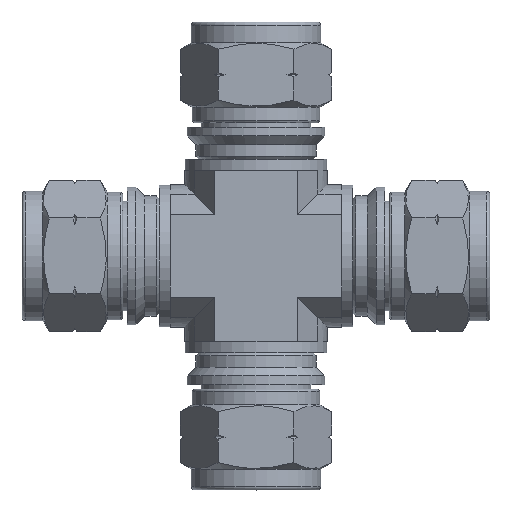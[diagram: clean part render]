
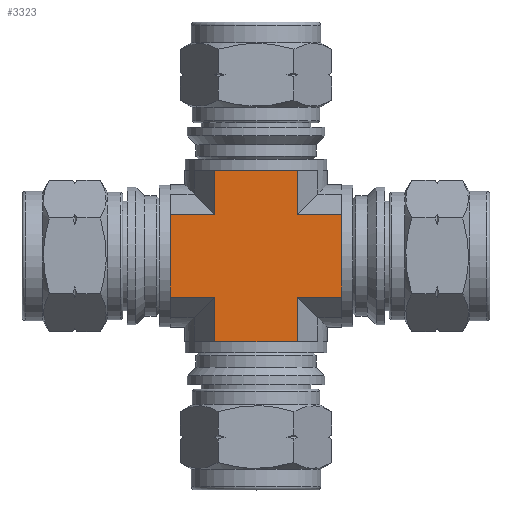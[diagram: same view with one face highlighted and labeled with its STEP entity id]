
A CAD part, top view. The second image highlights one B-rep face of the part: STEP entity #3323.
In plain terms, the highlighted planar face has unit normal (0, 0, 1).
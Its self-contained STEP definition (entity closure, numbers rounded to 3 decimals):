
#533=FACE_OUTER_BOUND('',#769,.T.);
#769=EDGE_LOOP('',(#2977,#2978,#2979,#2980,#2981,#2982,#2983,#2984,#2985,
#2986,#2987,#2988));
#908=LINE('',#5794,#1092);
#919=LINE('',#5816,#1103);
#921=LINE('',#5822,#1105);
#929=LINE('',#5840,#1113);
#936=LINE('',#5858,#1120);
#937=LINE('',#5860,#1121);
#941=LINE('',#5867,#1125);
#942=LINE('',#5870,#1126);
#948=LINE('',#5884,#1132);
#949=LINE('',#5885,#1133);
#950=LINE('',#5887,#1134);
#951=LINE('',#5888,#1135);
#1092=VECTOR('',#4510,10.);
#1103=VECTOR('',#4527,10.);
#1105=VECTOR('',#4531,10.);
#1113=VECTOR('',#4549,10.);
#1120=VECTOR('',#4566,10.);
#1121=VECTOR('',#4569,10.);
#1125=VECTOR('',#4575,10.);
#1126=VECTOR('',#4578,10.);
#1132=VECTOR('',#4592,10.);
#1133=VECTOR('',#4593,10.);
#1134=VECTOR('',#4594,10.);
#1135=VECTOR('',#4595,10.);
#1559=VERTEX_POINT('',#5791);
#1560=VERTEX_POINT('',#5793);
#1566=VERTEX_POINT('',#5810);
#1568=VERTEX_POINT('',#5814);
#1569=VERTEX_POINT('',#5818);
#1571=VERTEX_POINT('',#5821);
#1581=VERTEX_POINT('',#5854);
#1582=VERTEX_POINT('',#5856);
#1584=VERTEX_POINT('',#5865);
#1585=VERTEX_POINT('',#5869);
#1589=VERTEX_POINT('',#5883);
#1590=VERTEX_POINT('',#5886);
#2016=EDGE_CURVE('',#1559,#1560,#908,.T.);
#2027=EDGE_CURVE('',#1568,#1566,#919,.T.);
#2029=EDGE_CURVE('',#1569,#1571,#921,.T.);
#2039=EDGE_CURVE('',#1560,#1568,#929,.T.);
#2048=EDGE_CURVE('',#1582,#1581,#936,.T.);
#2049=EDGE_CURVE('',#1571,#1582,#937,.T.);
#2053=EDGE_CURVE('',#1584,#1569,#941,.T.);
#2054=EDGE_CURVE('',#1581,#1585,#942,.T.);
#2061=EDGE_CURVE('',#1589,#1559,#948,.T.);
#2062=EDGE_CURVE('',#1585,#1589,#949,.T.);
#2063=EDGE_CURVE('',#1590,#1584,#950,.T.);
#2064=EDGE_CURVE('',#1566,#1590,#951,.T.);
#2977=ORIENTED_EDGE('',*,*,#2061,.F.);
#2978=ORIENTED_EDGE('',*,*,#2062,.F.);
#2979=ORIENTED_EDGE('',*,*,#2054,.F.);
#2980=ORIENTED_EDGE('',*,*,#2048,.F.);
#2981=ORIENTED_EDGE('',*,*,#2049,.F.);
#2982=ORIENTED_EDGE('',*,*,#2029,.F.);
#2983=ORIENTED_EDGE('',*,*,#2053,.F.);
#2984=ORIENTED_EDGE('',*,*,#2063,.F.);
#2985=ORIENTED_EDGE('',*,*,#2064,.F.);
#2986=ORIENTED_EDGE('',*,*,#2027,.F.);
#2987=ORIENTED_EDGE('',*,*,#2039,.F.);
#2988=ORIENTED_EDGE('',*,*,#2016,.F.);
#3116=PLANE('',#3706);
#3323=ADVANCED_FACE('',(#533),#3116,.T.);
#3706=AXIS2_PLACEMENT_3D('',#5882,#4590,#4591);
#4510=DIRECTION('',(0.,1.,0.));
#4527=DIRECTION('',(0.,-1.,0.));
#4531=DIRECTION('',(0.,-1.,0.));
#4549=DIRECTION('',(1.,0.,0.));
#4566=DIRECTION('',(0.,1.,0.));
#4569=DIRECTION('',(-1.,0.,0.));
#4575=DIRECTION('',(-1.,0.,0.));
#4578=DIRECTION('',(-1.,0.,0.));
#4590=DIRECTION('center_axis',(0.,0.,1.));
#4591=DIRECTION('ref_axis',(0.,1.,0.));
#4592=DIRECTION('',(1.,0.,0.));
#4593=DIRECTION('',(0.,1.,0.));
#4594=DIRECTION('',(0.,-1.,0.));
#4595=DIRECTION('',(1.,0.,0.));
#5791=CARTESIAN_POINT('',(-5.958,5.958,10.32));
#5793=CARTESIAN_POINT('',(-5.958,12.4,10.32));
#5794=CARTESIAN_POINT('',(-5.958,0.,10.32));
#5810=CARTESIAN_POINT('',(5.958,5.958,10.32));
#5814=CARTESIAN_POINT('',(5.958,12.4,10.32));
#5816=CARTESIAN_POINT('',(5.958,0.,10.32));
#5818=CARTESIAN_POINT('',(5.958,-5.958,10.32));
#5821=CARTESIAN_POINT('',(5.958,-12.4,10.32));
#5822=CARTESIAN_POINT('',(5.958,0.,10.32));
#5840=CARTESIAN_POINT('',(-5.958,12.4,10.32));
#5854=CARTESIAN_POINT('',(-5.958,-5.958,10.32));
#5856=CARTESIAN_POINT('',(-5.958,-12.4,10.32));
#5858=CARTESIAN_POINT('',(-5.958,0.,10.32));
#5860=CARTESIAN_POINT('',(-5.958,-12.4,10.32));
#5865=CARTESIAN_POINT('',(12.4,-5.958,10.32));
#5867=CARTESIAN_POINT('',(0.,-5.958,10.32));
#5869=CARTESIAN_POINT('',(-12.4,-5.958,10.32));
#5870=CARTESIAN_POINT('',(0.,-5.958,10.32));
#5882=CARTESIAN_POINT('Origin',(0.,-5.958,
10.32));
#5883=CARTESIAN_POINT('',(-12.4,5.958,10.32));
#5884=CARTESIAN_POINT('',(0.,5.958,10.32));
#5885=CARTESIAN_POINT('',(-12.4,5.958,10.32));
#5886=CARTESIAN_POINT('',(12.4,5.958,10.32));
#5887=CARTESIAN_POINT('',(12.4,5.958,10.32));
#5888=CARTESIAN_POINT('',(0.,5.958,10.32));
